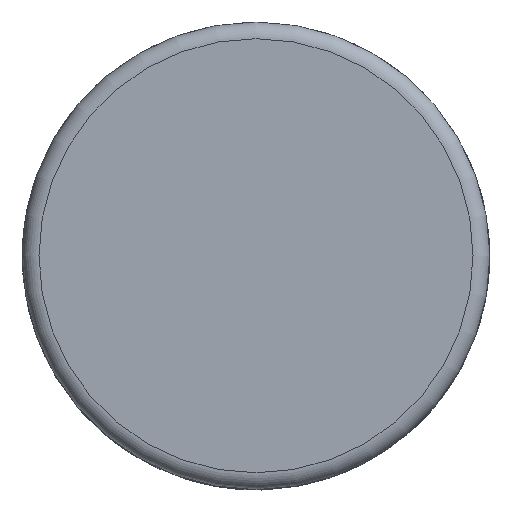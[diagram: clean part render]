
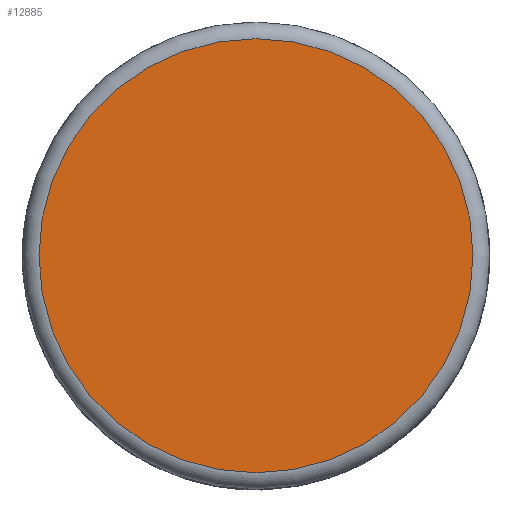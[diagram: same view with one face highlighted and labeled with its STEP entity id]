
A CAD part, top view. The second image highlights one B-rep face of the part: STEP entity #12885.
In plain terms, the highlighted planar face has unit normal (0, 0, 1).
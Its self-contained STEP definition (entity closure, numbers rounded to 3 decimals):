
#984=CIRCLE('',#14174,13.);
#1623=FACE_OUTER_BOUND('',#2326,.T.);
#2326=EDGE_LOOP('',(#10250));
#5305=VERTEX_POINT('',#21962);
#7010=EDGE_CURVE('',#5305,#5305,#984,.T.);
#10250=ORIENTED_EDGE('',*,*,#7010,.T.);
#11780=PLANE('',#14173);
#12885=ADVANCED_FACE('',(#1623),#11780,.T.);
#14173=AXIS2_PLACEMENT_3D('',#21961,#17109,#17110);
#14174=AXIS2_PLACEMENT_3D('',#21963,#17111,#17112);
#17109=DIRECTION('center_axis',(0.,0.,1.));
#17110=DIRECTION('ref_axis',(1.,0.,0.));
#17111=DIRECTION('center_axis',(0.,0.,1.));
#17112=DIRECTION('ref_axis',(1.,0.,0.));
#21961=CARTESIAN_POINT('Origin',(0.,0.,47.8));
#21962=CARTESIAN_POINT('',(-13.,0.,47.8));
#21963=CARTESIAN_POINT('Origin',(0.,0.,47.8));
